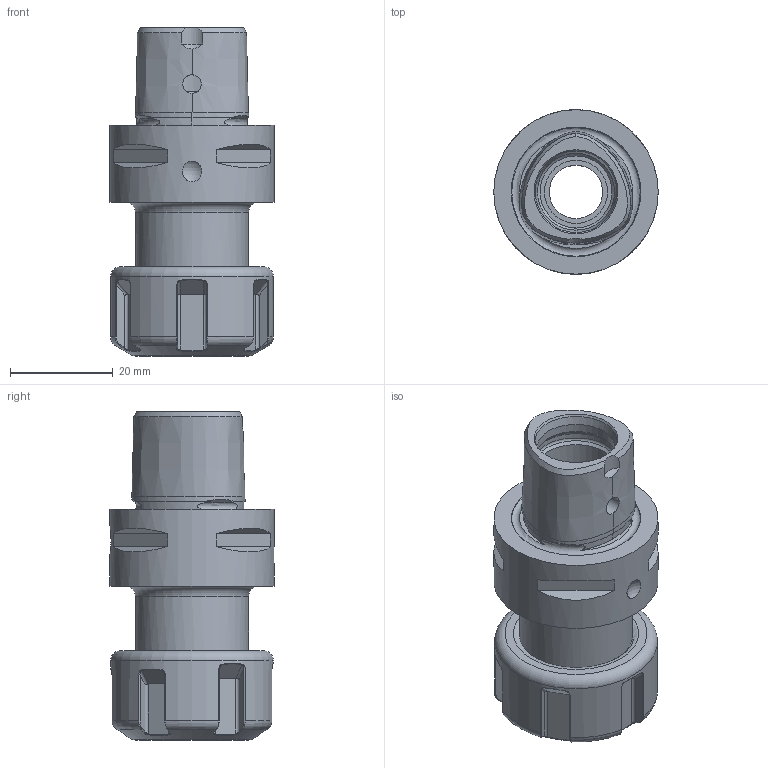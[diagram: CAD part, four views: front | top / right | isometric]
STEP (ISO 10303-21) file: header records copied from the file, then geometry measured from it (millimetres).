
FILE_DESCRIPTION(/* description */ (''),/* implementation_level */ '2;1');
FILE_NAME(/* name */ 'C3.02.10.stp',/* time_stamp */ '2024-04-18T08:10:58+02:00',/* author */ ('cad'),/* organization */ (''),/* preprocessor_version */ 'ST-DEVELOPER v18.1',/* originating_system */ 'Autodesk Inventor 2021',/* authorisation */ '');
FILE_SCHEMA (('AUTOMOTIVE_DESIGN { 1 0 10303 214 3 1 1 }'));
Length unit declared in the file: inch
Products named in the file (1): 03_10_20_Kemmler_Shrinkwrap_1
Bounding box: 32 x 32 x 64 mm (x, y, z)
Volume: 25319.7 mm3; surface area: 11404.4 mm2
Topology: 1 solids, 1 shells, 219 faces, 556 edges, 347 vertices
Faces by surface type: bspline 74, plane 65, cylinder 43, torus 19, cone 17, sphere 1
Full cylindrical faces by diameter (mm): 3.6 x1, 10.376 x1, 11 x1, 12.3 x1, 12.59 x1, 15 x2, 16.5 x1, 17 x1, 22 x3, 23 x1, 31.7 x1, 32 x1
Entity records: 15172 total; most frequent: CARTESIAN_POINT 10112, ORIENTED_EDGE 1110, DIRECTION 813, EDGE_CURVE 555, VERTEX_POINT 347, AXIS2_PLACEMENT_3D 308, EDGE_LOOP 234, FACE_OUTER_BOUND 219
